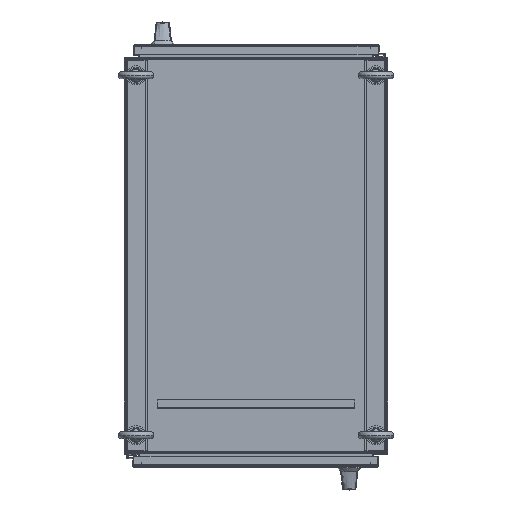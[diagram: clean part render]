
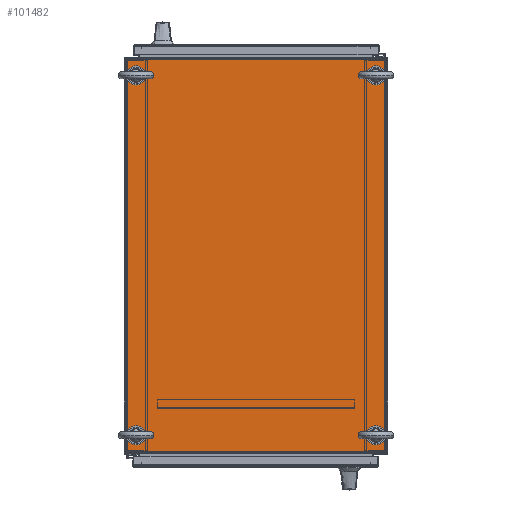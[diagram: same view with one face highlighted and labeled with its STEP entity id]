
A CAD part, top view. The second image highlights one B-rep face of the part: STEP entity #101482.
In plain terms, the highlighted planar face has unit normal (0, 0, 1).
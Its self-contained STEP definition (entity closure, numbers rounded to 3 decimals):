
#192 = CIRCLE ( 'NONE', #13908, 0.375 ) ;
#781 = CARTESIAN_POINT ( 'NONE',  ( 11.935, -17.887, 71.965 ) ) ;
#1724 = AXIS2_PLACEMENT_3D ( 'NONE', #24622, #14720, #36789 ) ;
#2071 = VERTEX_POINT ( 'NONE', #44650 ) ;
#4263 = ORIENTED_EDGE ( 'NONE', *, *, #105449, .T. ) ;
#4648 = ORIENTED_EDGE ( 'NONE', *, *, #80535, .T. ) ;
#7179 = DIRECTION ( 'NONE',  ( 0., 0., 1. ) ) ;
#7668 = VERTEX_POINT ( 'NONE', #781 ) ;
#10550 = AXIS2_PLACEMENT_3D ( 'NONE', #18346, #104269, #19543 ) ;
#10676 = ORIENTED_EDGE ( 'NONE', *, *, #98749, .T. ) ;
#11952 = CIRCLE ( 'NONE', #114626, 0.375 ) ;
#12079 = CARTESIAN_POINT ( 'NONE',  ( -11.935, 17.887, 71.965 ) ) ;
#12302 = DIRECTION ( 'NONE',  ( 1., 0., 0. ) ) ;
#12756 = DIRECTION ( 'NONE',  ( 0., 0., -1. ) ) ;
#12817 = CIRCLE ( 'NONE', #95781, 0.375 ) ;
#13627 = EDGE_CURVE ( 'NONE', #105966, #107430, #11952, .T. ) ;
#13724 = EDGE_CURVE ( 'NONE', #107430, #105966, #192, .T. ) ;
#13908 = AXIS2_PLACEMENT_3D ( 'NONE', #109874, #118538, #111716 ) ;
#14720 = DIRECTION ( 'NONE',  ( 0., 0., -1. ) ) ;
#17039 = FACE_BOUND ( 'NONE', #21943, .T. ) ;
#17227 = VERTEX_POINT ( 'NONE', #91505 ) ;
#17828 = EDGE_CURVE ( 'NONE', #66073, #112772, #20350, .T. ) ;
#18346 = CARTESIAN_POINT ( 'NONE',  ( -10.935, -16.406, 71.965 ) ) ;
#19543 = DIRECTION ( 'NONE',  ( 1., 0., 0. ) ) ;
#20350 = CIRCLE ( 'NONE', #10550, 0.375 ) ;
#21070 = VERTEX_POINT ( 'NONE', #115518 ) ;
#21414 = DIRECTION ( 'NONE',  ( 1., 0., 0. ) ) ;
#21943 = EDGE_LOOP ( 'NONE', ( #77081, #51827 ) ) ;
#23293 = CARTESIAN_POINT ( 'NONE',  ( -10.56, 16.406, 71.965 ) ) ;
#23992 = DIRECTION ( 'NONE',  ( 0., 0., -1. ) ) ;
#24622 = CARTESIAN_POINT ( 'NONE',  ( 10.935, -16.406, 71.965 ) ) ;
#25212 = LINE ( 'NONE', #40856, #107389 ) ;
#25395 = CARTESIAN_POINT ( 'NONE',  ( 10.56, 16.406, 71.965 ) ) ;
#26557 = VERTEX_POINT ( 'NONE', #23293 ) ;
#27560 = CARTESIAN_POINT ( 'NONE',  ( -11.31, -16.406, 71.965 ) ) ;
#28039 = CARTESIAN_POINT ( 'NONE',  ( -11.935, -17.887, 71.965 ) ) ;
#28068 = EDGE_LOOP ( 'NONE', ( #79568, #109994 ) ) ;
#28969 = EDGE_CURVE ( 'NONE', #105304, #2071, #90493, .T. ) ;
#29042 = VECTOR ( 'NONE', #120763, 39.37 ) ;
#32007 = ORIENTED_EDGE ( 'NONE', *, *, #28969, .T. ) ;
#36789 = DIRECTION ( 'NONE',  ( 1., 0., 0. ) ) ;
#37506 = EDGE_LOOP ( 'NONE', ( #4263, #93648 ) ) ;
#39526 = CARTESIAN_POINT ( 'NONE',  ( -10.935, 16.406, 71.965 ) ) ;
#40238 = DIRECTION ( 'NONE',  ( 0., 1., 0. ) ) ;
#40856 = CARTESIAN_POINT ( 'NONE',  ( 11.935, -18.03, 71.965 ) ) ;
#41773 = CARTESIAN_POINT ( 'NONE',  ( 11.31, 16.406, 71.965 ) ) ;
#42557 = VECTOR ( 'NONE', #47196, 39.37 ) ;
#43616 = CARTESIAN_POINT ( 'NONE',  ( -10.935, -16.406, 71.965 ) ) ;
#44650 = CARTESIAN_POINT ( 'NONE',  ( -11.935, -17.887, 71.965 ) ) ;
#44934 = VERTEX_POINT ( 'NONE', #111361 ) ;
#46383 = CIRCLE ( 'NONE', #58182, 0.375 ) ;
#46449 = CARTESIAN_POINT ( 'NONE',  ( -11.935, 17.887, 71.965 ) ) ;
#47196 = DIRECTION ( 'NONE',  ( 1., 0., 0. ) ) ;
#49497 = VERTEX_POINT ( 'NONE', #90365 ) ;
#51202 = EDGE_CURVE ( 'NONE', #2071, #7668, #112748, .T. ) ;
#51827 = ORIENTED_EDGE ( 'NONE', *, *, #65522, .T. ) ;
#52500 = EDGE_LOOP ( 'NONE', ( #4648, #10676 ) ) ;
#54227 = CARTESIAN_POINT ( 'NONE',  ( 10.935, 16.406, 71.965 ) ) ;
#54763 = FACE_BOUND ( 'NONE', #52500, .T. ) ;
#58182 = AXIS2_PLACEMENT_3D ( 'NONE', #43616, #110975, #72667 ) ;
#63528 = DIRECTION ( 'NONE',  ( 0., 0., -1. ) ) ;
#65522 = EDGE_CURVE ( 'NONE', #44934, #26557, #108087, .T. ) ;
#65898 = FACE_BOUND ( 'NONE', #28068, .T. ) ;
#66073 = VERTEX_POINT ( 'NONE', #27560 ) ;
#68580 = DIRECTION ( 'NONE',  ( 0., 0., -1. ) ) ;
#70593 = AXIS2_PLACEMENT_3D ( 'NONE', #39526, #68580, #12302 ) ;
#72667 = DIRECTION ( 'NONE',  ( 1., 0., 0. ) ) ;
#73172 = VECTOR ( 'NONE', #94645, 39.37 ) ;
#74553 = FACE_BOUND ( 'NONE', #37506, .T. ) ;
#77016 = ORIENTED_EDGE ( 'NONE', *, *, #115052, .T. ) ;
#77081 = ORIENTED_EDGE ( 'NONE', *, *, #113087, .T. ) ;
#79397 = AXIS2_PLACEMENT_3D ( 'NONE', #112881, #7179, #93111 ) ;
#79568 = ORIENTED_EDGE ( 'NONE', *, *, #13627, .T. ) ;
#80535 = EDGE_CURVE ( 'NONE', #17227, #49497, #114255, .T. ) ;
#82677 = DIRECTION ( 'NONE',  ( 1., 0., 0. ) ) ;
#83684 = CARTESIAN_POINT ( 'NONE',  ( -11.935, -18.03, 71.965 ) ) ;
#83983 = CARTESIAN_POINT ( 'NONE',  ( -10.56, -16.406, 71.965 ) ) ;
#85413 = ORIENTED_EDGE ( 'NONE', *, *, #86438, .T. ) ;
#86064 = ORIENTED_EDGE ( 'NONE', *, *, #51202, .T. ) ;
#86438 = EDGE_CURVE ( 'NONE', #7668, #21070, #25212, .T. ) ;
#88808 = CARTESIAN_POINT ( 'NONE',  ( -10.935, 16.406, 71.965 ) ) ;
#88931 = CARTESIAN_POINT ( 'NONE',  ( 10.935, -16.406, 71.965 ) ) ;
#90365 = CARTESIAN_POINT ( 'NONE',  ( 10.56, -16.406, 71.965 ) ) ;
#90493 = LINE ( 'NONE', #83684, #29042 ) ;
#91390 = DIRECTION ( 'NONE',  ( 1., 0., 0. ) ) ;
#91505 = CARTESIAN_POINT ( 'NONE',  ( 11.31, -16.406, 71.965 ) ) ;
#91891 = PLANE ( 'NONE',  #79397 ) ;
#93111 = DIRECTION ( 'NONE',  ( 1., 0., 0. ) ) ;
#93648 = ORIENTED_EDGE ( 'NONE', *, *, #17828, .T. ) ;
#94645 = DIRECTION ( 'NONE',  ( -1., 0., 0. ) ) ;
#95781 = AXIS2_PLACEMENT_3D ( 'NONE', #88931, #23992, #91390 ) ;
#98749 = EDGE_CURVE ( 'NONE', #49497, #17227, #12817, .T. ) ;
#101482 = ADVANCED_FACE ( 'NONE', ( #102365, #74553, #17039, #54763, #65898 ), #91891, .T. ) ;
#102365 = FACE_OUTER_BOUND ( 'NONE', #105625, .T. ) ;
#103927 = LINE ( 'NONE', #46449, #73172 ) ;
#104269 = DIRECTION ( 'NONE',  ( 0., 0., -1. ) ) ;
#105304 = VERTEX_POINT ( 'NONE', #12079 ) ;
#105449 = EDGE_CURVE ( 'NONE', #112772, #66073, #46383, .T. ) ;
#105625 = EDGE_LOOP ( 'NONE', ( #32007, #86064, #85413, #77016 ) ) ;
#105966 = VERTEX_POINT ( 'NONE', #41773 ) ;
#107389 = VECTOR ( 'NONE', #40238, 39.37 ) ;
#107430 = VERTEX_POINT ( 'NONE', #25395 ) ;
#108087 = CIRCLE ( 'NONE', #70593, 0.375 ) ;
#109874 = CARTESIAN_POINT ( 'NONE',  ( 10.935, 16.406, 71.965 ) ) ;
#109994 = ORIENTED_EDGE ( 'NONE', *, *, #13724, .T. ) ;
#110975 = DIRECTION ( 'NONE',  ( 0., 0., -1. ) ) ;
#111361 = CARTESIAN_POINT ( 'NONE',  ( -11.31, 16.406, 71.965 ) ) ;
#111716 = DIRECTION ( 'NONE',  ( 1., 0., 0. ) ) ;
#112748 = LINE ( 'NONE', #28039, #42557 ) ;
#112772 = VERTEX_POINT ( 'NONE', #83983 ) ;
#112881 = CARTESIAN_POINT ( 'NONE',  ( -11.935, -18.03, 71.965 ) ) ;
#113087 = EDGE_CURVE ( 'NONE', #26557, #44934, #120198, .T. ) ;
#114187 = AXIS2_PLACEMENT_3D ( 'NONE', #88808, #12756, #21414 ) ;
#114255 = CIRCLE ( 'NONE', #1724, 0.375 ) ;
#114626 = AXIS2_PLACEMENT_3D ( 'NONE', #54227, #63528, #82677 ) ;
#115052 = EDGE_CURVE ( 'NONE', #21070, #105304, #103927, .T. ) ;
#115518 = CARTESIAN_POINT ( 'NONE',  ( 11.935, 17.887, 71.965 ) ) ;
#118538 = DIRECTION ( 'NONE',  ( 0., 0., -1. ) ) ;
#120198 = CIRCLE ( 'NONE', #114187, 0.375 ) ;
#120763 = DIRECTION ( 'NONE',  ( 0., -1., 0. ) ) ;
